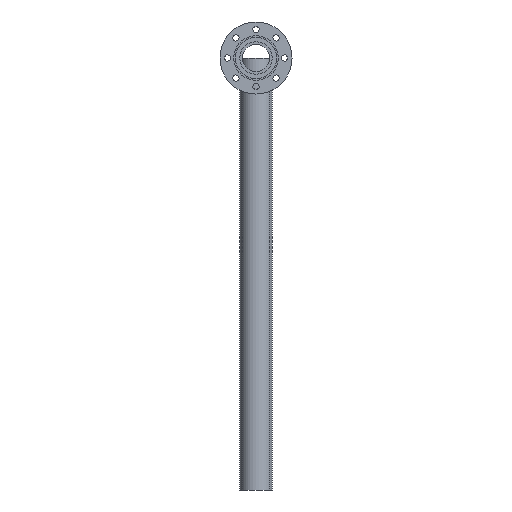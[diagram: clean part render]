
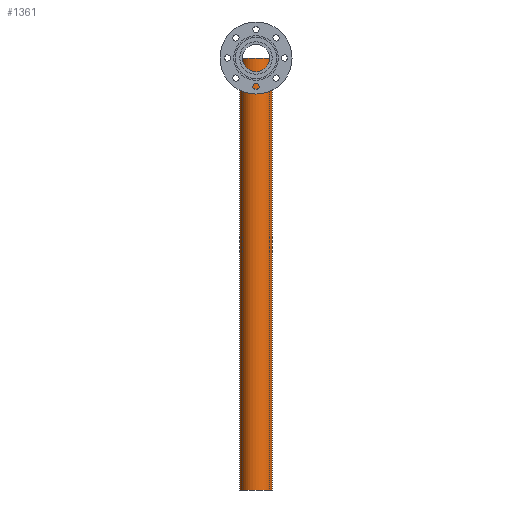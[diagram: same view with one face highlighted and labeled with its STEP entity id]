
A CAD part, left-side view. The second image highlights one B-rep face of the part: STEP entity #1361.
In plain terms, the highlighted cylindrical face has radius 57.15 mm (diameter 114.3 mm), a full revolution.
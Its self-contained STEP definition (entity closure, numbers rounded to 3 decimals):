
#1361 = ADVANCED_FACE('',(#1362),#1375,.T.);
#1362 = FACE_BOUND('',#1363,.T.);
#1363 = EDGE_LOOP('',(#1364,#1398,#1421,#1448));
#1364 = ORIENTED_EDGE('',*,*,#1365,.F.);
#1365 = EDGE_CURVE('',#1366,#1366,#1368,.T.);
#1366 = VERTEX_POINT('',#1367);
#1367 = CARTESIAN_POINT('',(57.15,0.,-1524.));
#1368 = SURFACE_CURVE('',#1369,(#1374,#1386),.PCURVE_S1.);
#1369 = CIRCLE('',#1370,57.15);
#1370 = AXIS2_PLACEMENT_3D('',#1371,#1372,#1373);
#1371 = CARTESIAN_POINT('',(0.,0.,-1524.));
#1372 = DIRECTION('',(0.,0.,-1.));
#1373 = DIRECTION('',(1.,0.,0.));
#1374 = PCURVE('',#1375,#1380);
#1375 = CYLINDRICAL_SURFACE('',#1376,57.15);
#1376 = AXIS2_PLACEMENT_3D('',#1377,#1378,#1379);
#1377 = CARTESIAN_POINT('',(0.,0.,0.));
#1378 = DIRECTION('',(0.,0.,-1.));
#1379 = DIRECTION('',(1.,0.,0.));
#1380 = DEFINITIONAL_REPRESENTATION('',(#1381),#1385);
#1381 = LINE('',#1382,#1383);
#1382 = CARTESIAN_POINT('',(0.,1524.));
#1383 = VECTOR('',#1384,1.);
#1384 = DIRECTION('',(1.,0.));
#1385 = ( GEOMETRIC_REPRESENTATION_CONTEXT(2) 
PARAMETRIC_REPRESENTATION_CONTEXT() REPRESENTATION_CONTEXT('2D SPACE',''
  ) );
#1386 = PCURVE('',#1387,#1392);
#1387 = PLANE('',#1388);
#1388 = AXIS2_PLACEMENT_3D('',#1389,#1390,#1391);
#1389 = CARTESIAN_POINT('',(0.,0.,-1524.));
#1390 = DIRECTION('',(0.,0.,-1.));
#1391 = DIRECTION('',(1.,0.,0.));
#1392 = DEFINITIONAL_REPRESENTATION('',(#1393),#1397);
#1393 = CIRCLE('',#1394,57.15);
#1394 = AXIS2_PLACEMENT_2D('',#1395,#1396);
#1395 = CARTESIAN_POINT('',(0.,0.));
#1396 = DIRECTION('',(1.,0.));
#1397 = ( GEOMETRIC_REPRESENTATION_CONTEXT(2) 
PARAMETRIC_REPRESENTATION_CONTEXT() REPRESENTATION_CONTEXT('2D SPACE',''
  ) );
#1398 = ORIENTED_EDGE('',*,*,#1399,.F.);
#1399 = EDGE_CURVE('',#1400,#1366,#1402,.T.);
#1400 = VERTEX_POINT('',#1401);
#1401 = CARTESIAN_POINT('',(57.15,0.,0.
    ));
#1402 = SEAM_CURVE('',#1403,(#1407,#1414),.PCURVE_S1.);
#1403 = LINE('',#1404,#1405);
#1404 = CARTESIAN_POINT('',(57.15,0.,0.
    ));
#1405 = VECTOR('',#1406,1.);
#1406 = DIRECTION('',(0.,0.,-1.));
#1407 = PCURVE('',#1375,#1408);
#1408 = DEFINITIONAL_REPRESENTATION('',(#1409),#1413);
#1409 = LINE('',#1410,#1411);
#1410 = CARTESIAN_POINT('',(6.283,-0.));
#1411 = VECTOR('',#1412,1.);
#1412 = DIRECTION('',(0.,1.));
#1413 = ( GEOMETRIC_REPRESENTATION_CONTEXT(2) 
PARAMETRIC_REPRESENTATION_CONTEXT() REPRESENTATION_CONTEXT('2D SPACE',''
  ) );
#1414 = PCURVE('',#1375,#1415);
#1415 = DEFINITIONAL_REPRESENTATION('',(#1416),#1420);
#1416 = LINE('',#1417,#1418);
#1417 = CARTESIAN_POINT('',(0.,-0.));
#1418 = VECTOR('',#1419,1.);
#1419 = DIRECTION('',(0.,1.));
#1420 = ( GEOMETRIC_REPRESENTATION_CONTEXT(2) 
PARAMETRIC_REPRESENTATION_CONTEXT() REPRESENTATION_CONTEXT('2D SPACE',''
  ) );
#1421 = ORIENTED_EDGE('',*,*,#1422,.T.);
#1422 = EDGE_CURVE('',#1400,#1400,#1423,.T.);
#1423 = SURFACE_CURVE('',#1424,(#1429,#1436),.PCURVE_S1.);
#1424 = CIRCLE('',#1425,57.15);
#1425 = AXIS2_PLACEMENT_3D('',#1426,#1427,#1428);
#1426 = CARTESIAN_POINT('',(0.,0.,0.));
#1427 = DIRECTION('',(0.,0.,-1.));
#1428 = DIRECTION('',(1.,0.,0.));
#1429 = PCURVE('',#1375,#1430);
#1430 = DEFINITIONAL_REPRESENTATION('',(#1431),#1435);
#1431 = LINE('',#1432,#1433);
#1432 = CARTESIAN_POINT('',(0.,0.));
#1433 = VECTOR('',#1434,1.);
#1434 = DIRECTION('',(1.,0.));
#1435 = ( GEOMETRIC_REPRESENTATION_CONTEXT(2) 
PARAMETRIC_REPRESENTATION_CONTEXT() REPRESENTATION_CONTEXT('2D SPACE',''
  ) );
#1436 = PCURVE('',#1437,#1442);
#1437 = PLANE('',#1438);
#1438 = AXIS2_PLACEMENT_3D('',#1439,#1440,#1441);
#1439 = CARTESIAN_POINT('',(0.,0.,0.));
#1440 = DIRECTION('',(0.,0.,-1.));
#1441 = DIRECTION('',(1.,0.,0.));
#1442 = DEFINITIONAL_REPRESENTATION('',(#1443),#1447);
#1443 = CIRCLE('',#1444,57.15);
#1444 = AXIS2_PLACEMENT_2D('',#1445,#1446);
#1445 = CARTESIAN_POINT('',(0.,0.));
#1446 = DIRECTION('',(1.,0.));
#1447 = ( GEOMETRIC_REPRESENTATION_CONTEXT(2) 
PARAMETRIC_REPRESENTATION_CONTEXT() REPRESENTATION_CONTEXT('2D SPACE',''
  ) );
#1448 = ORIENTED_EDGE('',*,*,#1399,.T.);
